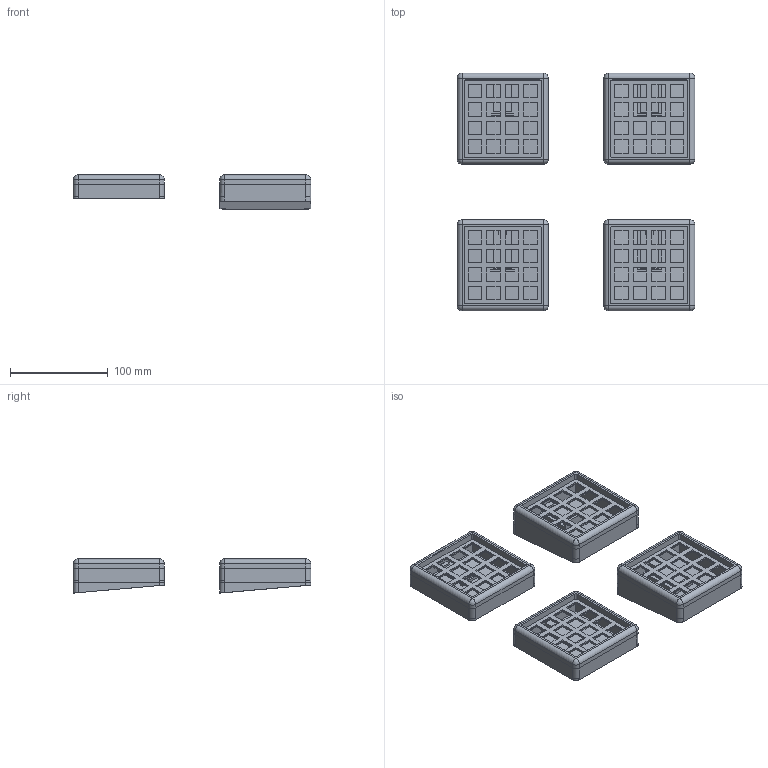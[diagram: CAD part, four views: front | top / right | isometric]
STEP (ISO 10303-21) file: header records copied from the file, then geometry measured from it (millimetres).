
FILE_DESCRIPTION(/* description */ (''),/* implementation_level */ '2;1');
FILE_NAME(/* name */ 'macropad_4x4.step',/* time_stamp */ '2023-07-25T23:45:14-03:00',/* author */ (''),/* organization */ (''),/* preprocessor_version */ 'ST-DEVELOPER v20',/* originating_system */ 'Autodesk Translation Framework v12.9.0.99',/* authorisation */ '');
FILE_SCHEMA (('AUTOMOTIVE_DESIGN { 1 0 10303 214 3 1 1 }'));
Length unit declared in the file: millimetre
Products named in the file (1): macropad_4x4
Bounding box: 243.15 x 243.15 x 34.95 mm (x, y, z)
Volume: 373750.6 mm3; surface area: 209634.1 mm2
Topology: 12 solids, 12 shells, 1148 faces, 2934 edges, 1912 vertices
Faces by surface type: plane 972, cylinder 144, cone 16, sphere 16
Full cylindrical faces by diameter (mm): 2.7 x16, 3.1 x16, 6.1 x16
Entity records: 34365 total; most frequent: CARTESIAN_POINT 5979, ORIENTED_EDGE 5836, DIRECTION 5480, EDGE_CURVE 2918, LINE 2654, VECTOR 2654, VERTEX_POINT 1912, EDGE_LOOP 1434
